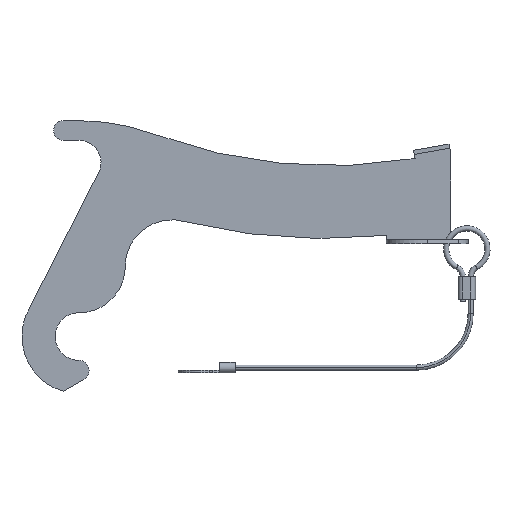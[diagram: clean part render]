
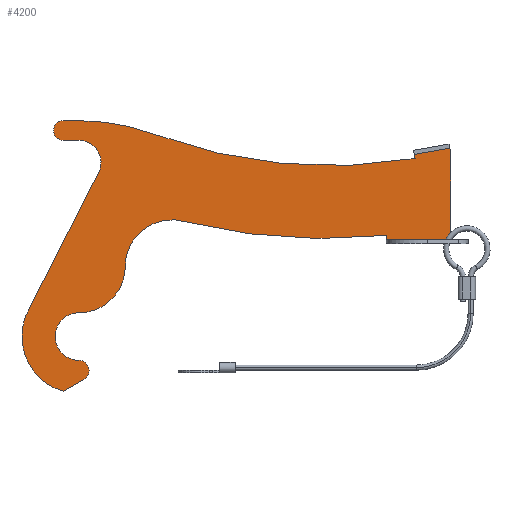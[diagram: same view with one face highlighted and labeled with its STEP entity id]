
A CAD part, front view. The second image highlights one B-rep face of the part: STEP entity #4200.
In plain terms, the highlighted face is planar.
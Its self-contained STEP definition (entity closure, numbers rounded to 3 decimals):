
#60=CARTESIAN_POINT('',(30.59,108.906,90.57));
#70=DIRECTION('',(0.,-1.,0.));
#80=VECTOR('',#70,1.);
#90=LINE('',#60,#80);
#100=CARTESIAN_POINT('',(30.59,78.514,90.57));
#110=VERTEX_POINT('',#100);
#120=CARTESIAN_POINT('',(30.59,77.957,90.57));
#130=VERTEX_POINT('',#120);
#140=EDGE_CURVE('',#110,#130,#90,.T.);
#520=CARTESIAN_POINT('',(38.658,67.355,90.57));
#530=VERTEX_POINT('',#520);
#640=CARTESIAN_POINT('',(41.59,77.957,90.57));
#650=DIRECTION('',(0.,0.,1.));
#660=DIRECTION('',(1.,0.,0.));
#670=AXIS2_PLACEMENT_3D('',#640,#650,#660);
#680=CIRCLE('',#670,11.);
#690=EDGE_CURVE('',#130,#530,#680,.T.);
#850=CARTESIAN_POINT('',(113.59,113.549,90.57));
#860=VERTEX_POINT('',#850);
#890=CARTESIAN_POINT('',(133.617,0.,90.57));
#900=DIRECTION('',(0.174,-0.985,0.));
#910=VECTOR('',#900,1.);
#920=LINE('',#890,#910);
#930=CARTESIAN_POINT('',(113.433,114.442,90.57));
#940=VERTEX_POINT('',#930);
#950=EDGE_CURVE('',#940,#860,#920,.T.);
#1350=CARTESIAN_POINT('',(0.,45.036,90.57));
#1360=DIRECTION('',(0.866,0.5,0.));
#1370=VECTOR('',#1360,1.);
#1380=LINE('',#1350,#1370);
#1390=CARTESIAN_POINT('',(42.59,69.625,90.57));
#1400=VERTEX_POINT('',#1390);
#1410=EDGE_CURVE('',#530,#1400,#1380,.T.);
#1660=CARTESIAN_POINT('',(41.59,71.357,90.57));
#1670=DIRECTION('',(0.,0.,1.));
#1680=DIRECTION('',(1.,0.,0.));
#1690=AXIS2_PLACEMENT_3D('',#1660,#1670,#1680);
#1700=CIRCLE('',#1690,2.);
#1710=CARTESIAN_POINT('',(41.59,73.357,90.57));
#1720=VERTEX_POINT('',#1710);
#1730=EDGE_CURVE('',#1400,#1720,#1700,.T.);
#1990=CARTESIAN_POINT('',(41.59,77.957,90.57));
#2000=DIRECTION('',(0.,0.,1.));
#2010=DIRECTION('',(1.,0.,0.));
#2020=AXIS2_PLACEMENT_3D('',#1990,#2000,#2010);
#2030=CIRCLE('',#2020,4.6);
#2040=CARTESIAN_POINT('',(41.59,82.557,90.57));
#2050=VERTEX_POINT('',#2040);
#2060=EDGE_CURVE('',#2050,#1720,#2030,.T.);
#2380=CARTESIAN_POINT('',(30.777,79.976,90.57));
#2390=VERTEX_POINT('',#2380);
#2550=CARTESIAN_POINT('',(31.789,82.951,90.57));
#2560=VERTEX_POINT('',#2550);
#2590=CARTESIAN_POINT('',(41.59,77.957,90.57));
#2600=DIRECTION('',(0.,0.,1.));
#2610=DIRECTION('',(1.,0.,0.));
#2620=AXIS2_PLACEMENT_3D('',#2590,#2600,#2610);
#2630=CIRCLE('',#2620,11.);
#2640=EDGE_CURVE('',#2560,#2390,#2630,.T.);
#2690=CARTESIAN_POINT('',(113.59,115.116,90.57));
#2700=DIRECTION('',(0.,-0.,-1.));
#2710=DIRECTION('',(0.,-1.,0.));
#2720=AXIS2_PLACEMENT_3D('',#2690,#2700,#2710);
#2730=PLANE('',#2720);
#2740=ORIENTED_EDGE('',*,*,#690,.T.);
#2750=ORIENTED_EDGE('',*,*,#140,.T.);
#2760=CARTESIAN_POINT('',(33.676,108.906,90.57));
#2770=DIRECTION('',(-0.101,-0.995,0.));
#2780=VECTOR('',#2770,1.);
#2790=LINE('',#2760,#2780);
#2800=CARTESIAN_POINT('',(30.693,79.525,90.57));
#2810=VERTEX_POINT('',#2800);
#2820=EDGE_CURVE('',#2810,#110,#2790,.T.);
#2830=ORIENTED_EDGE('',*,*,#2820,.T.);
#2840=CARTESIAN_POINT('',(36.177,108.906,90.57));
#2850=DIRECTION('',(-0.183,-0.983,0.));
#2860=VECTOR('',#2850,1.);
#2870=LINE('',#2840,#2860);
#2880=EDGE_CURVE('',#2390,#2810,#2870,.T.);
#2890=ORIENTED_EDGE('',*,*,#2880,.T.);
#2900=ORIENTED_EDGE('',*,*,#2640,.T.);
#2910=CARTESIAN_POINT('',(31.789,82.951,90.57));
#2920=DIRECTION('',(0.454,0.891,0.));
#2930=VECTOR('',#2920,1.);
#2940=LINE('',#2910,#2930);
#2950=CARTESIAN_POINT('',(45.422,109.705,90.57));
#2960=VERTEX_POINT('',#2950);
#2970=EDGE_CURVE('',#2560,#2960,#2940,.T.);
#2980=ORIENTED_EDGE('',*,*,#2970,.F.);
#2990=CARTESIAN_POINT('',(41.59,111.657,90.57));
#3000=DIRECTION('',(0.,0.,1.));
#3010=DIRECTION('',(1.,0.,0.));
#3020=AXIS2_PLACEMENT_3D('',#2990,#3000,#3010);
#3030=CIRCLE('',#3020,4.3);
#3040=CARTESIAN_POINT('',(41.59,115.957,90.57));
#3050=VERTEX_POINT('',#3040);
#3060=EDGE_CURVE('',#2960,#3050,#3030,.T.);
#3070=ORIENTED_EDGE('',*,*,#3060,.F.);
#3080=CARTESIAN_POINT('',(61.024,115.957,90.57));
#3090=DIRECTION('',(1.,0.,0.));
#3100=VECTOR('',#3090,1.);
#3110=LINE('',#3080,#3100);
#3120=CARTESIAN_POINT('',(38.59,115.957,90.57));
#3130=VERTEX_POINT('',#3120);
#3140=EDGE_CURVE('',#3130,#3050,#3110,.T.);
#3150=ORIENTED_EDGE('',*,*,#3140,.T.);
#3160=CARTESIAN_POINT('',(38.59,117.857,90.57));
#3170=DIRECTION('',(0.,0.,1.));
#3180=DIRECTION('',(1.,0.,0.));
#3190=AXIS2_PLACEMENT_3D('',#3160,#3170,#3180);
#3200=CIRCLE('',#3190,1.9);
#3210=CARTESIAN_POINT('',(38.59,119.757,90.57));
#3220=VERTEX_POINT('',#3210);
#3230=EDGE_CURVE('',#3220,#3130,#3200,.T.);
#3240=ORIENTED_EDGE('',*,*,#3230,.T.);
#3250=CARTESIAN_POINT('',(41.59,119.757,90.57));
#3260=DIRECTION('',(-1.,0.,0.));
#3270=VECTOR('',#3260,1.);
#3280=LINE('',#3250,#3270);
#3290=CARTESIAN_POINT('',(41.59,119.757,90.57));
#3300=VERTEX_POINT('',#3290);
#3310=EDGE_CURVE('',#3300,#3220,#3280,.T.);
#3320=ORIENTED_EDGE('',*,*,#3310,.T.);
#3330=CARTESIAN_POINT('',(41.59,77.957,90.57));
#3340=DIRECTION('',(0.,0.,1.));
#3350=DIRECTION('',(1.,0.,0.));
#3360=AXIS2_PLACEMENT_3D('',#3330,#3340,#3350);
#3370=CIRCLE('',#3360,41.8);
#3380=CARTESIAN_POINT('',(56.125,117.149,90.57));
#3390=VERTEX_POINT('',#3380);
#3400=EDGE_CURVE('',#3390,#3300,#3370,.T.);
#3410=ORIENTED_EDGE('',*,*,#3400,.T.);
#3420=CARTESIAN_POINT('',(90.202,209.033,90.57));
#3430=DIRECTION('',(0.,0.,1.));
#3440=DIRECTION('',(1.,0.,0.));
#3450=AXIS2_PLACEMENT_3D('',#3420,#3430,#3440);
#3460=CIRCLE('',#3450,98.);
#3470=CARTESIAN_POINT('',(106.699,112.432,90.57));
#3480=VERTEX_POINT('',#3470);
#3490=EDGE_CURVE('',#3390,#3480,#3460,.T.);
#3500=ORIENTED_EDGE('',*,*,#3490,.F.);
#3510=CARTESIAN_POINT('',(126.529,0.,90.57));
#3520=DIRECTION('',(-0.174,0.985,0.));
#3530=VECTOR('',#3520,1.);
#3540=LINE('',#3510,#3530);
#3550=CARTESIAN_POINT('',(106.559,113.229,90.57));
#3560=VERTEX_POINT('',#3550);
#3570=EDGE_CURVE('',#3480,#3560,#3540,.T.);
#3580=ORIENTED_EDGE('',*,*,#3570,.F.);
#3590=CARTESIAN_POINT('',(0.,94.436,90.57));
#3600=DIRECTION('',(-0.985,-0.174,0.));
#3610=VECTOR('',#3600,1.);
#3620=LINE('',#3590,#3610);
#3630=EDGE_CURVE('',#940,#3560,#3620,.T.);
#3640=ORIENTED_EDGE('',*,*,#3630,.T.);
#3650=ORIENTED_EDGE('',*,*,#950,.F.);
#3660=CARTESIAN_POINT('',(113.59,0.,90.57));
#3670=DIRECTION('',(-0.,1.,0.));
#3680=VECTOR('',#3670,1.);
#3690=LINE('',#3660,#3680);
#3700=CARTESIAN_POINT('',(113.59,96.745,90.57));
#3710=VERTEX_POINT('',#3700);
#3720=EDGE_CURVE('',#3710,#860,#3690,.T.);
#3730=ORIENTED_EDGE('',*,*,#3720,.T.);
#3740=CARTESIAN_POINT('',(0.,96.745,90.57));
#3750=DIRECTION('',(-1.,-0.,0.));
#3760=VECTOR('',#3750,1.);
#3770=LINE('',#3740,#3760);
#3780=CARTESIAN_POINT('',(101.09,96.745,90.57));
#3790=VERTEX_POINT('',#3780);
#3800=EDGE_CURVE('',#3710,#3790,#3770,.T.);
#3810=ORIENTED_EDGE('',*,*,#3800,.F.);
#3820=CARTESIAN_POINT('',(101.09,0.,90.57));
#3830=DIRECTION('',(-0.,1.,0.));
#3840=VECTOR('',#3830,1.);
#3850=LINE('',#3820,#3840);
#3860=CARTESIAN_POINT('',(101.09,97.545,90.57));
#3870=VERTEX_POINT('',#3860);
#3880=EDGE_CURVE('',#3790,#3870,#3850,.T.);
#3890=ORIENTED_EDGE('',*,*,#3880,.F.);
#3900=CARTESIAN_POINT('',(89.248,210.928,90.57));
#3910=DIRECTION('',(0.,0.,1.));
#3920=DIRECTION('',(1.,0.,0.));
#3930=AXIS2_PLACEMENT_3D('',#3900,#3910,#3920);
#3940=CIRCLE('',#3930,114.);
#3950=CARTESIAN_POINT('',(61.76,100.292,90.57));
#3960=VERTEX_POINT('',#3950);
#3970=EDGE_CURVE('',#3960,#3870,#3940,.T.);
#3980=ORIENTED_EDGE('',*,*,#3970,.T.);
#3990=CARTESIAN_POINT('',(59.59,91.557,90.57));
#4000=DIRECTION('',(0.,0.,1.));
#4010=DIRECTION('',(1.,0.,0.));
#4020=AXIS2_PLACEMENT_3D('',#3990,#4000,#4010);
#4030=CIRCLE('',#4020,9.);
#4040=CARTESIAN_POINT('',(50.59,91.557,90.57));
#4050=VERTEX_POINT('',#4040);
#4060=EDGE_CURVE('',#3960,#4050,#4030,.T.);
#4070=ORIENTED_EDGE('',*,*,#4060,.F.);
#4080=CARTESIAN_POINT('',(41.59,91.557,90.57));
#4090=DIRECTION('',(0.,0.,1.));
#4100=DIRECTION('',(1.,0.,0.));
#4110=AXIS2_PLACEMENT_3D('',#4080,#4090,#4100);
#4120=CIRCLE('',#4110,9.);
#4130=EDGE_CURVE('',#2050,#4050,#4120,.T.);
#4140=ORIENTED_EDGE('',*,*,#4130,.T.);
#4150=ORIENTED_EDGE('',*,*,#2060,.F.);
#4160=ORIENTED_EDGE('',*,*,#1730,.T.);
#4170=ORIENTED_EDGE('',*,*,#1410,.T.);
#4180=EDGE_LOOP('',(#4170,#4160,#4150,#4140,#4070,#3980,#3890,#3810,
#3730,#3650,#3640,#3580,#3500,#3410,#3320,#3240,#3150,#3070,#2980,#2900,
#2890,#2830,#2750,#2740));
#4190=FACE_OUTER_BOUND('',#4180,.T.);
#4200=ADVANCED_FACE('',(#4190),#2730,.F.);
